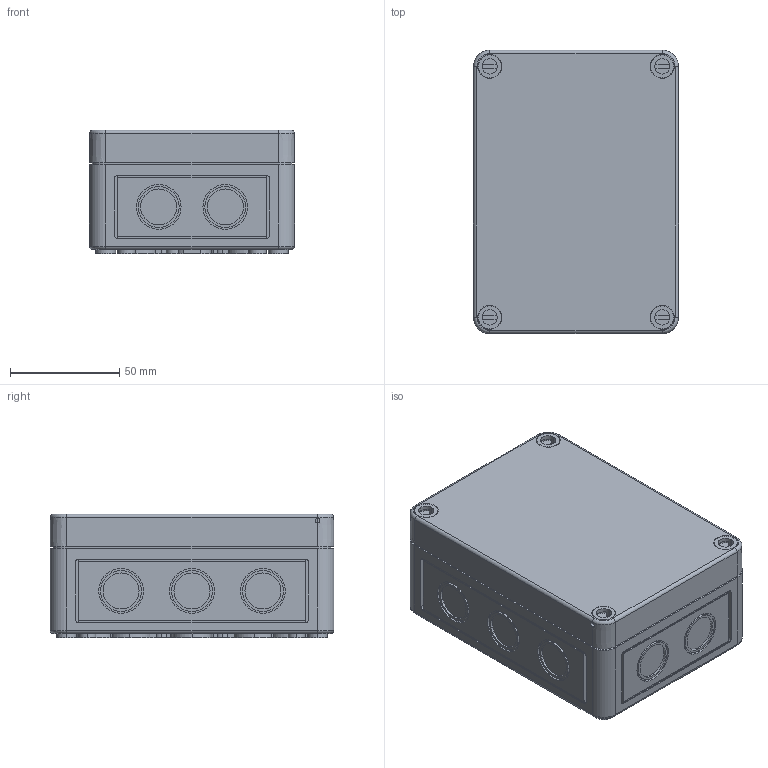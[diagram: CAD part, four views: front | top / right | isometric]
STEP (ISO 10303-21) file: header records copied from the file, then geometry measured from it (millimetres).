
FILE_DESCRIPTION (( 'STEP AP203' ), '1' );
FILE_NAME ('60091315.step', '2014-12-03T15:01:00', ( 'Windows-Benutzer' ), ( '' ), 'SwSTEP 2.0', 'SolidWorks 2014', '' );
FILE_SCHEMA (( 'CONFIG_CONTROL_DESIGN' ));
Length unit declared in the file: millimetre
Products named in the file (4): Kasten_TK1309-m60091315; Deckel_TK1309-660091315; Schraube_TK34mm-grau60091315; 60091315
Assembly tree (6 placements, depth 2):
  60091315
    Kasten_TK1309-m60091315
    Deckel_TK1309-660091315
    Schraube_TK34mm-grau60091315  x4
Bounding box: 94 x 130 x 56.7 mm (x, y, z)
Volume: 149403 mm3; surface area: 121782.9 mm2
Topology: 6 solids, 6 shells, 922 faces, 2348 edges, 1536 vertices
Faces by surface type: plane 432, cylinder 410, cone 64, torus 16
Entity records: 24808 total; most frequent: DIRECTION 4470, CARTESIAN_POINT 4293, ORIENTED_EDGE 4036, EDGE_CURVE 2018, AXIS2_PLACEMENT_3D 1677, VERTEX_POINT 1320, VECTOR 1116, LINE 1116
